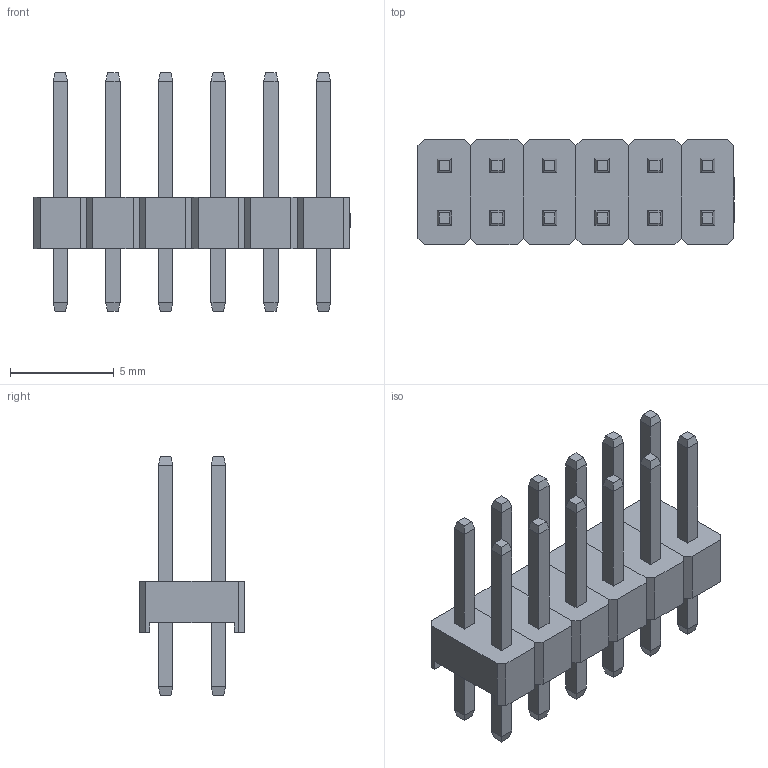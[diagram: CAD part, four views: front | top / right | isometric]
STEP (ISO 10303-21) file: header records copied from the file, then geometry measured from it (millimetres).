
FILE_DESCRIPTION (( 'STEP AP214' ), '1' );
FILE_NAME ('HDR2.54-M-LI-2X6P.step', '2022-07-02T13:31:34', ( '' ), ( '' ), 'SwSTEP 2.0', 'SolidWorks 2020', '' );
FILE_SCHEMA (( 'AUTOMOTIVE_DESIGN' ));
Length unit declared in the file: millimetre
Products named in the file (1): HDR2.54-M-LI-2X6P
Bounding box: 15.25 x 5.08 x 11.5 mm (x, y, z)
Volume: 214.1 mm3; surface area: 671.3 mm2
Topology: 6 solids, 6 shells, 1232 faces, 3183 edges, 2090 vertices
Faces by surface type: plane 966, bspline 266
Entity records: 59176 total; most frequent: CARTESIAN_POINT 17388, ORIENTED_EDGE 6366, DIRECTION 4581, EDGE_CURVE 3183, LINE 2647, VECTOR 2647, VERTEX_POINT 2090, EDGE_LOOP 1359
